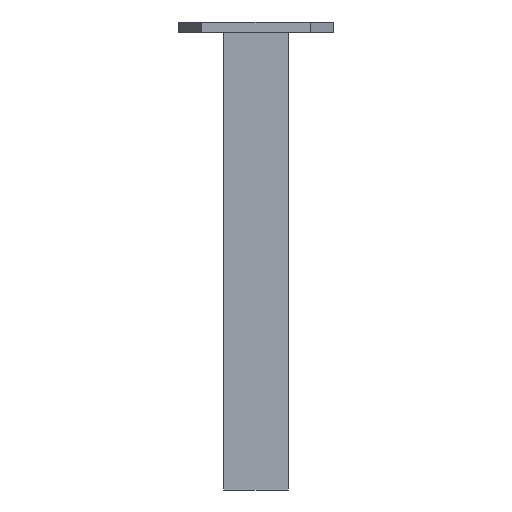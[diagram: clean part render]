
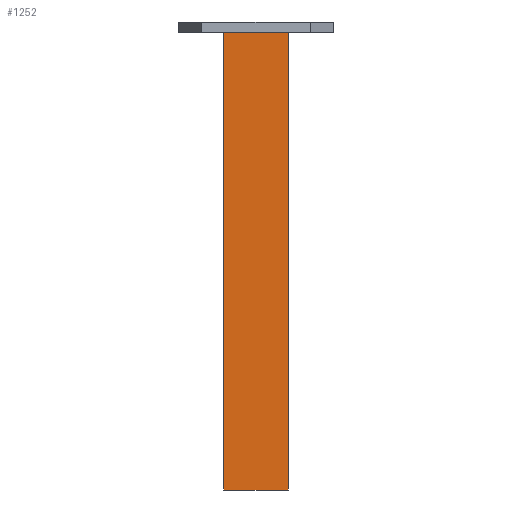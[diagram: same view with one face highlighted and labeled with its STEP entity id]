
A CAD part, front view. The second image highlights one B-rep face of the part: STEP entity #1252.
In plain terms, the highlighted planar face has unit normal (0, -1, 0).
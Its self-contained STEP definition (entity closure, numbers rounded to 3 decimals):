
#24 = CARTESIAN_POINT ( 'NONE',  ( -21., -40., 296. ) ) ;
#26 = DIRECTION ( 'NONE',  ( 0., 0., -1. ) ) ;
#28 = CARTESIAN_POINT ( 'NONE',  ( 21., -40., 0. ) ) ;
#29 = DIRECTION ( 'NONE',  ( 1., 0., 0. ) ) ;
#30 = CARTESIAN_POINT ( 'NONE',  ( 21., -40., 296. ) ) ;
#31 = DIRECTION ( 'NONE',  ( 1., 0., 0. ) ) ;
#169 = AXIS2_PLACEMENT_3D ( 'NONE', #2108, #2114, #2115 ) ;
#280 = EDGE_CURVE ( 'NONE', #2386, #2390, #2488, .T. ) ;
#282 = EDGE_CURVE ( 'NONE', #2390, #791, #2483, .T. ) ;
#283 = EDGE_CURVE ( 'NONE', #2386, #802, #2515, .T. ) ;
#397 = EDGE_CURVE ( 'NONE', #802, #791, #1323, .T. ) ;
#791 = VERTEX_POINT ( 'NONE', #1904 ) ;
#802 = VERTEX_POINT ( 'NONE', #1915 ) ;
#880 = ORIENTED_EDGE ( 'NONE', *, *, #282, .T. ) ;
#881 = ORIENTED_EDGE ( 'NONE', *, *, #397, .F. ) ;
#882 = ORIENTED_EDGE ( 'NONE', *, *, #283, .F. ) ;
#883 = ORIENTED_EDGE ( 'NONE', *, *, #280, .T. ) ;
#1252 = ADVANCED_FACE ( 'NONE', ( #1541 ), #2112, .F. ) ;
#1323 = LINE ( 'NONE', #2719, #1326 ) ;
#1326 = VECTOR ( 'NONE', #2720, 1000. ) ;
#1541 = FACE_OUTER_BOUND ( 'NONE', #2383, .T. ) ;
#1904 = CARTESIAN_POINT ( 'NONE',  ( 21., -40., 0. ) ) ;
#1915 = CARTESIAN_POINT ( 'NONE',  ( 21., -40., 296. ) ) ;
#2108 = CARTESIAN_POINT ( 'NONE',  ( 21., -40., 296. ) ) ;
#2112 = PLANE ( 'NONE',  #169 ) ;
#2114 = DIRECTION ( 'NONE',  ( 0., 1., 0. ) ) ;
#2115 = DIRECTION ( 'NONE',  ( -1., 0., 0. ) ) ;
#2229 = CARTESIAN_POINT ( 'NONE',  ( -21., -40., 0. ) ) ;
#2237 = CARTESIAN_POINT ( 'NONE',  ( -21., -40., 296. ) ) ;
#2383 = EDGE_LOOP ( 'NONE', ( #880, #881, #882, #883 ) ) ;
#2386 = VERTEX_POINT ( 'NONE', #2237 ) ;
#2390 = VERTEX_POINT ( 'NONE', #2229 ) ;
#2483 = LINE ( 'NONE', #28, #2514 ) ;
#2485 = VECTOR ( 'NONE', #26, 1000. ) ;
#2488 = LINE ( 'NONE', #24, #2485 ) ;
#2512 = VECTOR ( 'NONE', #31, 1000. ) ;
#2514 = VECTOR ( 'NONE', #29, 1000. ) ;
#2515 = LINE ( 'NONE', #30, #2512 ) ;
#2719 = CARTESIAN_POINT ( 'NONE',  ( 21., -40., 296. ) ) ;
#2720 = DIRECTION ( 'NONE',  ( 0., 0., -1. ) ) ;
